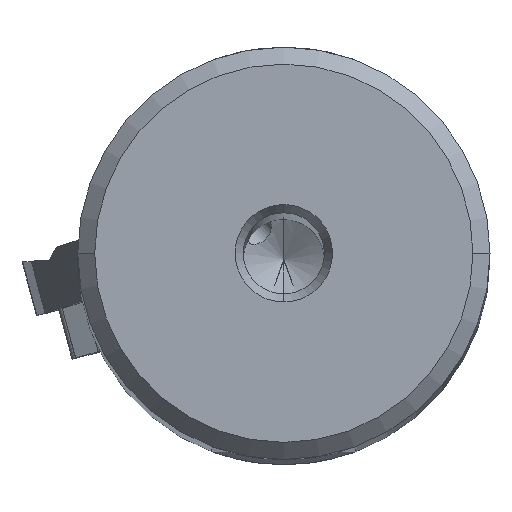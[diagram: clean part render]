
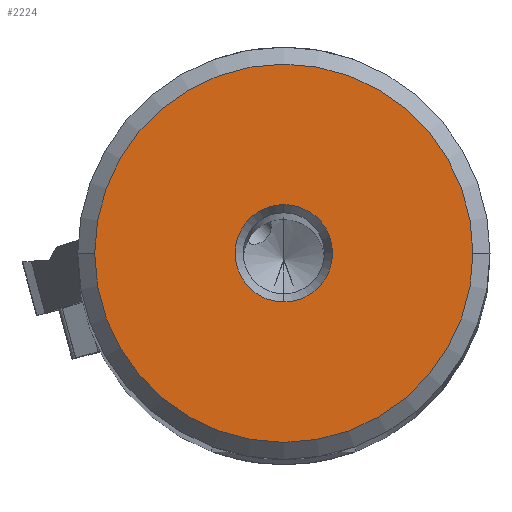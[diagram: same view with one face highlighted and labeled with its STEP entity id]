
A CAD part, top view. The second image highlights one B-rep face of the part: STEP entity #2224.
In plain terms, the highlighted planar face has unit normal (0, 0, 1).
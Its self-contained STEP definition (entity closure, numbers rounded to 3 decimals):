
#2224=ADVANCED_FACE('',(#2873,#2874),#2452,.T.);
#2452=PLANE('',#8112);
#2665=CIRCLE('',#8106,3.);
#2666=CIRCLE('',#8108,3.);
#2667=CIRCLE('',#8110,11.65);
#2668=CIRCLE('',#8111,11.65);
#2873=FACE_BOUND('',#3035,.T.);
#2874=FACE_BOUND('',#3036,.T.);
#3035=EDGE_LOOP('',(#4092,#4093));
#3036=EDGE_LOOP('',(#4094,#4095));
#4092=ORIENTED_EDGE('',*,*,#6015,.F.);
#4093=ORIENTED_EDGE('',*,*,#6016,.F.);
#4094=ORIENTED_EDGE('',*,*,#6014,.F.);
#4095=ORIENTED_EDGE('',*,*,#6012,.F.);
#5284=VERTEX_POINT('',#11812);
#5285=VERTEX_POINT('',#11814);
#5286=VERTEX_POINT('',#11820);
#5287=VERTEX_POINT('',#11821);
#6012=EDGE_CURVE('',#5284,#5285,#2665,.T.);
#6014=EDGE_CURVE('',#5285,#5284,#2666,.T.);
#6015=EDGE_CURVE('',#5286,#5287,#2667,.T.);
#6016=EDGE_CURVE('',#5287,#5286,#2668,.T.);
#8106=AXIS2_PLACEMENT_3D('',#11813,#9364,#9365);
#8108=AXIS2_PLACEMENT_3D('',#11817,#9369,#9370);
#8110=AXIS2_PLACEMENT_3D('',#11819,#9373,#9374);
#8111=AXIS2_PLACEMENT_3D('',#11822,#9375,#9376);
#8112=AXIS2_PLACEMENT_3D('',#11823,#9377,#9378);
#9364=DIRECTION('',(0.,0.,1.));
#9365=DIRECTION('',(0.,-1.,0.));
#9369=DIRECTION('',(0.,0.,1.));
#9370=DIRECTION('',(0.,1.,0.));
#9373=DIRECTION('',(0.,0.,-1.));
#9374=DIRECTION('',(-1.,0.,0.));
#9375=DIRECTION('',(0.,0.,-1.));
#9376=DIRECTION('',(1.,0.,0.));
#9377=DIRECTION('',(0.,0.,1.));
#9378=DIRECTION('',(-1.,0.,0.));
#11812=CARTESIAN_POINT('',(0.,-3.,0.));
#11813=CARTESIAN_POINT('',(0.,0.,0.));
#11814=CARTESIAN_POINT('',(0.,3.,0.));
#11817=CARTESIAN_POINT('',(0.,0.,0.));
#11819=CARTESIAN_POINT('',(0.,0.,0.));
#11820=CARTESIAN_POINT('',(-11.65,0.,0.));
#11821=CARTESIAN_POINT('',(11.65,0.,0.));
#11822=CARTESIAN_POINT('',(0.,0.,0.));
#11823=CARTESIAN_POINT('',(0.,0.,0.));
